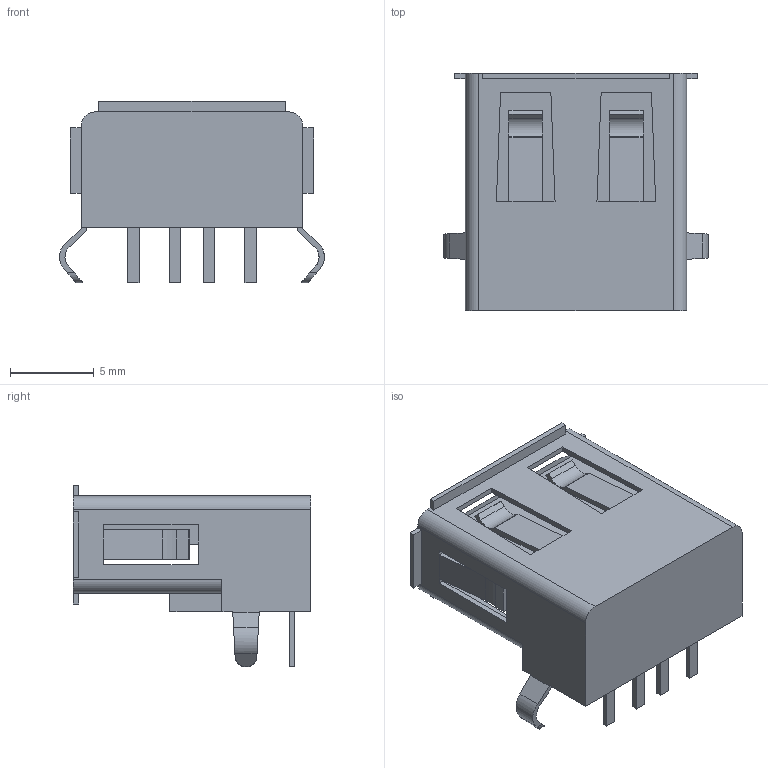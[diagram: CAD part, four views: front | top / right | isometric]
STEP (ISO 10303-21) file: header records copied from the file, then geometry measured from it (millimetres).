
FILE_DESCRIPTION((' '),'2;1');
FILE_NAME( 'A-USBSA.stp', '2022-09-01T09:28:00', (' '), ('--- Datakit www.datakit.com---'), ' Datakit CrossCadWare V2022.3 Jun 15 2022', 'DATAKIT 2022 (c)', ' ');
FILE_SCHEMA(('AP242_MANAGED_MODEL_BASED_3D_ENGINEERING_MIM_LF { 1 0 10303 442 1 1 4 }'));
Length unit declared in the file: millimetre
Products named in the file (1): A-USBSA
Bounding box: 15.8 x 14.16 x 10.85 mm (x, y, z)
Volume: 756.7 mm3; surface area: 1310.8 mm2
Topology: 1 solids, 1 shells, 216 faces, 600 edges, 392 vertices
Faces by surface type: plane 182, cylinder 34
Entity records: 7085 total; most frequent: CARTESIAN_POINT 1209, ORIENTED_EDGE 1200, DIRECTION 1106, EDGE_CURVE 600, VECTOR 528, LINE 528, VERTEX_POINT 392, AXIS2_PLACEMENT_3D 289
